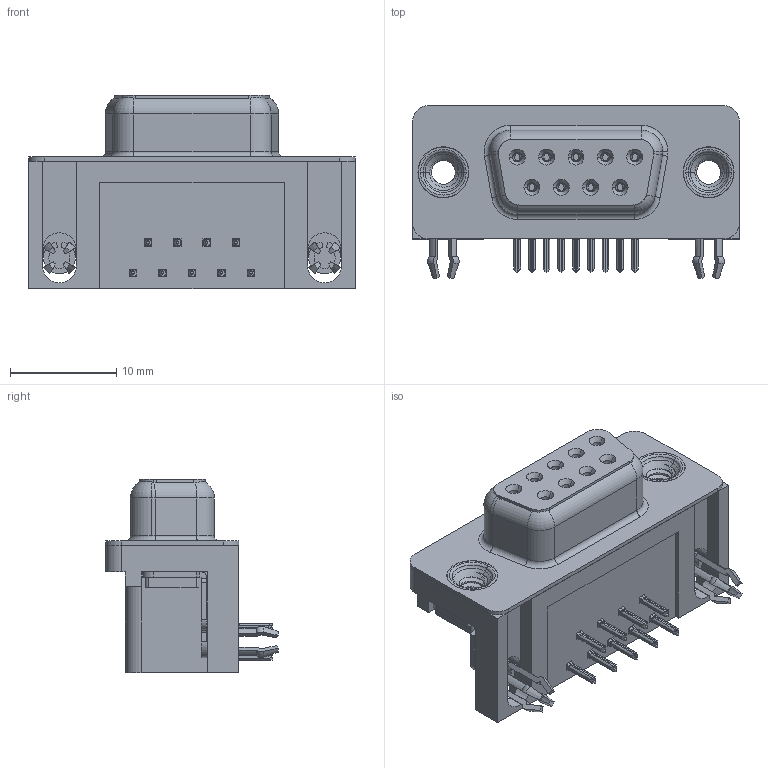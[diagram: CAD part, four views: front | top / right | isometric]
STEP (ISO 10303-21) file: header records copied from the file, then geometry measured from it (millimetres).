
FILE_DESCRIPTION (( 'STEP AP203' ), '1' );
FILE_NAME ('622-009-360-542.STEP', '2019-11-19T20:06:15', ( '' ), ( '' ), 'SwSTEP 2.0', 'SolidWorks 2016', '' );
FILE_SCHEMA (( 'CONFIG_CONTROL_DESIGN' ));
Length unit declared in the file: millimetre
Products named in the file (7): 622 Housing_9 Socket; 622 4-40 Threaded Rivet; 622-009-360-542; 622 Contact Top; 622 Shell_9 Socket; 622 4 Prong Board Lock; 622 Socket Bottom
Assembly tree (15 placements, depth 2):
  622-009-360-542
    622 Housing_9 Socket
    622 Shell_9 Socket
    622 Socket Bottom  x4
    622 Contact Top  x5
    622 4 Prong Board Lock  x2
    622 4-40 Threaded Rivet  x2
Bounding box: 30.89 x 16.25 x 18.2 mm (x, y, z)
Volume: 3736.3 mm3; surface area: 5148.2 mm2
Topology: 15 solids, 15 shells, 1692 faces, 4482 edges, 2832 vertices
Faces by surface type: plane 726, cylinder 422, bspline 314, cone 160, torus 70
Entity records: 25906 total; most frequent: CARTESIAN_POINT 8945, ORIENTED_EDGE 3486, DIRECTION 3115, EDGE_CURVE 1743, VERTEX_POINT 1112, AXIS2_PLACEMENT_3D 1053, LINE 1009, VECTOR 1009
